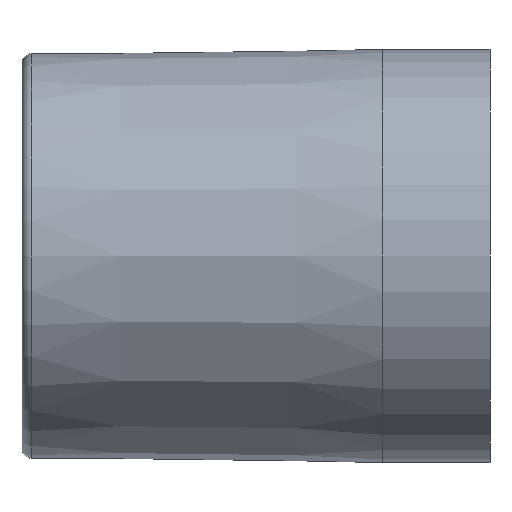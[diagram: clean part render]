
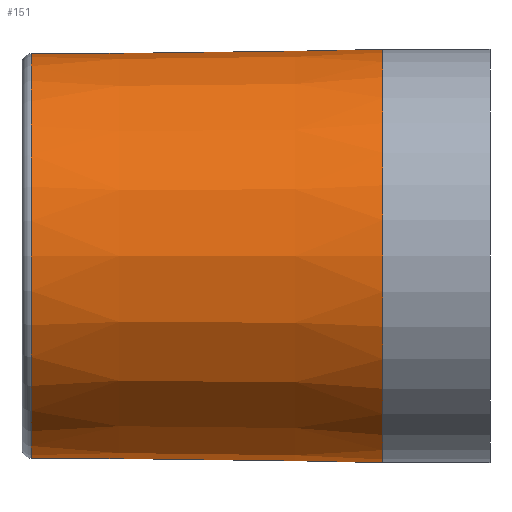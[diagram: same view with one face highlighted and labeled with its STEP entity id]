
A CAD part, front view. The second image highlights one B-rep face of the part: STEP entity #151.
In plain terms, the highlighted conical face has half-angle 0.716 degrees and reference radius 11.079 mm.
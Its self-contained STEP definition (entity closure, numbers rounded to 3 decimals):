
#15=CONICAL_SURFACE('',#186,11.079,0.013);
#32=FACE_OUTER_BOUND('',#45,.T.);
#45=EDGE_LOOP('',(#126,#127,#128,#129,#130));
#51=LINE('',#280,#56);
#56=VECTOR('',#235,11.079);
#59=CIRCLE('',#170,11.079);
#64=CIRCLE('',#180,10.843);
#65=CIRCLE('',#181,10.843);
#73=VERTEX_POINT('',#251);
#78=VERTEX_POINT('',#269);
#79=VERTEX_POINT('',#270);
#86=EDGE_CURVE('',#73,#73,#59,.T.);
#93=EDGE_CURVE('',#78,#79,#64,.T.);
#94=EDGE_CURVE('',#79,#78,#65,.T.);
#98=EDGE_CURVE('',#79,#73,#51,.T.);
#126=ORIENTED_EDGE('',*,*,#93,.F.);
#127=ORIENTED_EDGE('',*,*,#94,.F.);
#128=ORIENTED_EDGE('',*,*,#98,.T.);
#129=ORIENTED_EDGE('',*,*,#86,.T.);
#130=ORIENTED_EDGE('',*,*,#98,.F.);
#151=ADVANCED_FACE('',(#32),#15,.T.);
#170=AXIS2_PLACEMENT_3D('',#253,#199,#200);
#180=AXIS2_PLACEMENT_3D('',#271,#221,#222);
#181=AXIS2_PLACEMENT_3D('',#272,#223,#224);
#186=AXIS2_PLACEMENT_3D('',#279,#233,#234);
#199=DIRECTION('center_axis',(-1.,0.,0.));
#200=DIRECTION('ref_axis',(0.,1.,0.));
#221=DIRECTION('center_axis',(-1.,0.,0.));
#222=DIRECTION('ref_axis',(0.,-1.,0.));
#223=DIRECTION('center_axis',(-1.,0.,0.));
#224=DIRECTION('ref_axis',(0.,-1.,0.));
#233=DIRECTION('center_axis',(1.,0.,0.));
#234=DIRECTION('ref_axis',(0.,1.,0.));
#235=DIRECTION('',(1.,-0.013,0.));
#251=CARTESIAN_POINT('',(34.75,-17.079,0.));
#253=CARTESIAN_POINT('Origin',(34.75,-6.,0.));
#269=CARTESIAN_POINT('',(15.894,-6.,10.843));
#270=CARTESIAN_POINT('',(15.894,-16.843,0.));
#271=CARTESIAN_POINT('Origin',(15.894,-6.,0.));
#272=CARTESIAN_POINT('Origin',(15.894,-6.,0.));
#279=CARTESIAN_POINT('Origin',(34.75,-6.,0.));
#280=CARTESIAN_POINT('',(34.75,-17.079,0.));
